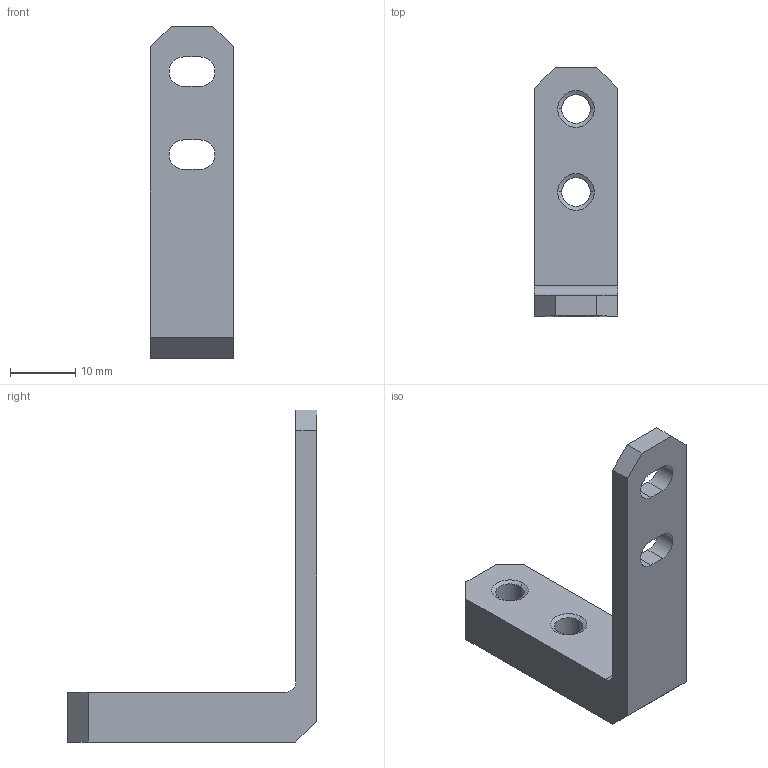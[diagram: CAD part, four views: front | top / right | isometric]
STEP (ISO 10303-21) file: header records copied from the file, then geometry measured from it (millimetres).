
FILE_DESCRIPTION (( 'STEP AP203' ), '1' );
FILE_NAME ('D1200318-v1.STEP', '2012-02-22T18:37:09', ( 'Dwayne Giardina' ), ( 'Microsoft' ), 'SwSTEP 2.0', 'SolidWorks 2012', '' );
FILE_SCHEMA (( 'CONFIG_CONTROL_DESIGN' ));
Length unit declared in the file: inch
Products named in the file (1): D1200318-v1
Bounding box: 12.7 x 38.1 x 50.8 mm (x, y, z)
Volume: 4851.6 mm3; surface area: 3140.4 mm2
Topology: 1 solids, 1 shells, 34 faces, 88 edges, 56 vertices
Faces by surface type: plane 17, cylinder 9, cone 8
Entity records: 1129 total; most frequent: DIRECTION 184, CARTESIAN_POINT 179, ORIENTED_EDGE 176, EDGE_CURVE 88, VECTOR 62, LINE 62, AXIS2_PLACEMENT_3D 61, VERTEX_POINT 56
